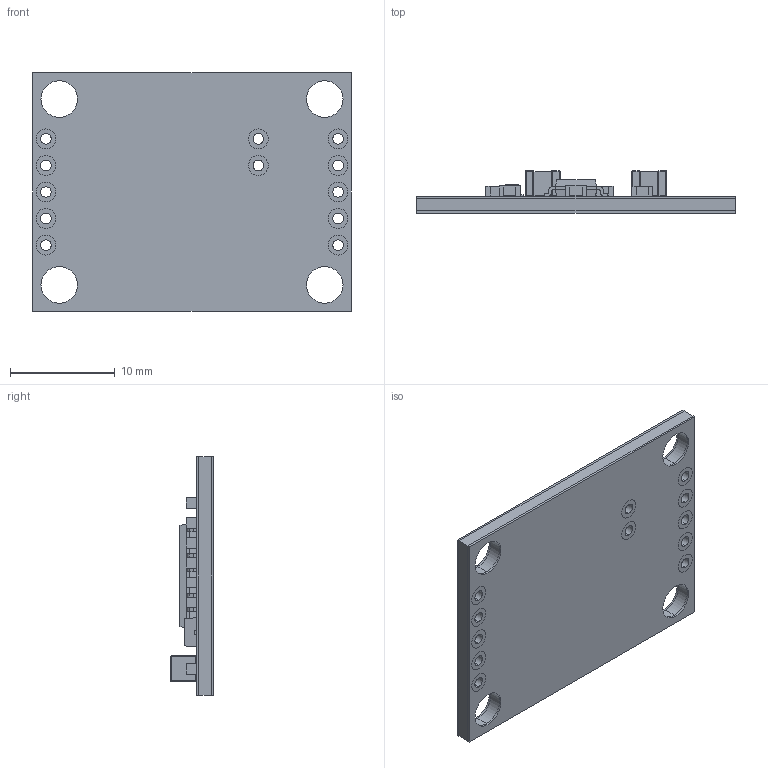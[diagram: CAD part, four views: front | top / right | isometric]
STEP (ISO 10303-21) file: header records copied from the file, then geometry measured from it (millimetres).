
FILE_DESCRIPTION (( 'STEP AP214' ), '1' );
FILE_NAME ('SEN-13879.STEP', '2021-09-23T07:15:00', ( '' ), ( '' ), 'SwSTEP 2.0', 'SolidWorks 2017', '' );
FILE_SCHEMA (( 'AUTOMOTIVE_DESIGN' ));
Length unit declared in the file: millimetre
Products named in the file (1): SEN-13879
Bounding box: 30.48 x 4.1 x 22.86 mm (x, y, z)
Volume: 1165.3 mm3; surface area: 4809.9 mm2
Topology: 64 solids, 64 shells, 752 faces, 1800 edges, 1144 vertices
Faces by surface type: plane 464, cylinder 256, sphere 32
Entity records: 22293 total; most frequent: DIRECTION 3786, CARTESIAN_POINT 3665, ORIENTED_EDGE 3536, EDGE_CURVE 1768, AXIS2_PLACEMENT_3D 1265, LINE 1256, VECTOR 1256, VERTEX_POINT 1144
